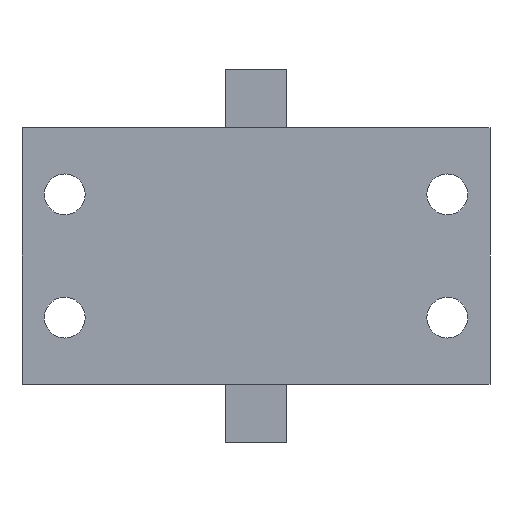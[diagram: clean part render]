
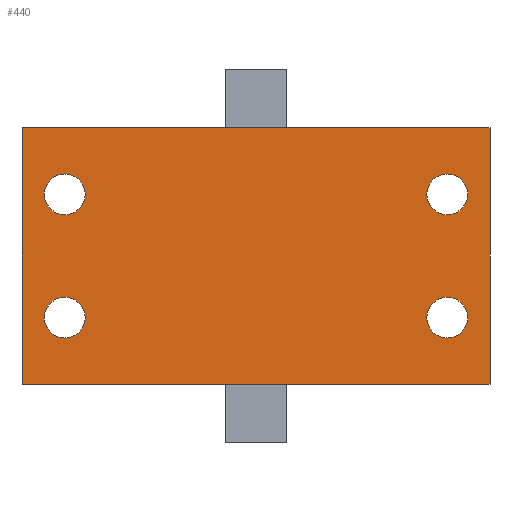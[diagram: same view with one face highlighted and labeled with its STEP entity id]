
A CAD part, front view. The second image highlights one B-rep face of the part: STEP entity #440.
In plain terms, the highlighted planar face has unit normal (0, -1, 0).
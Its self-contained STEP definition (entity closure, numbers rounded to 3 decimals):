
#1=DIRECTION('',(0.,0.,1.));
#2=VECTOR('',#1,26.4);
#3=CARTESIAN_POINT('',(-24.1,0.,-13.2));
#4=LINE('',#3,#2);
#5=DIRECTION('',(1.,0.,0.));
#6=VECTOR('',#5,48.2);
#7=CARTESIAN_POINT('',(-24.1,0.,13.2));
#8=LINE('',#7,#6);
#9=DIRECTION('',(0.,0.,-1.));
#10=VECTOR('',#9,26.4);
#11=CARTESIAN_POINT('',(24.1,0.,13.2));
#12=LINE('',#11,#10);
#13=DIRECTION('',(-1.,0.,0.));
#14=VECTOR('',#13,48.2);
#15=CARTESIAN_POINT('',(24.1,0.,-13.2));
#16=LINE('',#15,#14);
#17=CARTESIAN_POINT('',(19.7,0.,-6.35));
#18=DIRECTION('',(0.,1.,0.));
#19=DIRECTION('',(1.,0.,0.));
#20=AXIS2_PLACEMENT_3D('',#17,#18,#19);
#22=CARTESIAN_POINT('',(19.7,0.,-6.35));
#23=DIRECTION('',(0.,1.,0.));
#24=DIRECTION('',(-1.,0.,0.));
#25=AXIS2_PLACEMENT_3D('',#22,#23,#24);
#27=CARTESIAN_POINT('',(-19.7,0.,-6.35));
#28=DIRECTION('',(0.,1.,0.));
#29=DIRECTION('',(1.,0.,0.));
#30=AXIS2_PLACEMENT_3D('',#27,#28,#29);
#32=CARTESIAN_POINT('',(-19.7,0.,-6.35));
#33=DIRECTION('',(0.,1.,0.));
#34=DIRECTION('',(-1.,0.,0.));
#35=AXIS2_PLACEMENT_3D('',#32,#33,#34);
#37=CARTESIAN_POINT('',(19.7,0.,6.35));
#38=DIRECTION('',(0.,1.,0.));
#39=DIRECTION('',(1.,0.,0.));
#40=AXIS2_PLACEMENT_3D('',#37,#38,#39);
#42=CARTESIAN_POINT('',(19.7,0.,6.35));
#43=DIRECTION('',(0.,1.,0.));
#44=DIRECTION('',(-1.,0.,0.));
#45=AXIS2_PLACEMENT_3D('',#42,#43,#44);
#47=CARTESIAN_POINT('',(-19.7,0.,6.35));
#48=DIRECTION('',(0.,1.,0.));
#49=DIRECTION('',(1.,0.,0.));
#50=AXIS2_PLACEMENT_3D('',#47,#48,#49);
#52=CARTESIAN_POINT('',(-19.7,0.,6.35));
#53=DIRECTION('',(0.,1.,0.));
#54=DIRECTION('',(-1.,0.,0.));
#55=AXIS2_PLACEMENT_3D('',#52,#53,#54);
#305=CARTESIAN_POINT('',(-24.1,0.,-13.2));
#306=CARTESIAN_POINT('',(-24.1,0.,13.2));
#307=VERTEX_POINT('',#305);
#308=VERTEX_POINT('',#306);
#309=CARTESIAN_POINT('',(24.1,0.,13.2));
#310=VERTEX_POINT('',#309);
#311=CARTESIAN_POINT('',(24.1,0.,-13.2));
#312=VERTEX_POINT('',#311);
#369=CARTESIAN_POINT('',(21.8,0.,-6.35));
#370=CARTESIAN_POINT('',(17.6,0.,-6.35));
#371=VERTEX_POINT('',#369);
#372=VERTEX_POINT('',#370);
#373=CARTESIAN_POINT('',(-17.6,0.,-6.35));
#374=CARTESIAN_POINT('',(-21.8,0.,-6.35));
#375=VERTEX_POINT('',#373);
#376=VERTEX_POINT('',#374);
#377=CARTESIAN_POINT('',(21.8,0.,6.35));
#378=CARTESIAN_POINT('',(17.6,0.,6.35));
#379=VERTEX_POINT('',#377);
#380=VERTEX_POINT('',#378);
#381=CARTESIAN_POINT('',(-17.6,0.,6.35));
#382=CARTESIAN_POINT('',(-21.8,0.,6.35));
#383=VERTEX_POINT('',#381);
#384=VERTEX_POINT('',#382);
#401=CARTESIAN_POINT('',(0.,0.,0.));
#402=DIRECTION('',(0.,1.,0.));
#403=DIRECTION('',(1.,0.,0.));
#404=AXIS2_PLACEMENT_3D('',#401,#402,#403);
#405=PLANE('',#404);
#407=ORIENTED_EDGE('',*,*,#406,.T.);
#409=ORIENTED_EDGE('',*,*,#408,.T.);
#411=ORIENTED_EDGE('',*,*,#410,.T.);
#413=ORIENTED_EDGE('',*,*,#412,.T.);
#414=EDGE_LOOP('',(#407,#409,#411,#413));
#415=FACE_OUTER_BOUND('',#414,.F.);
#417=ORIENTED_EDGE('',*,*,#416,.F.);
#419=ORIENTED_EDGE('',*,*,#418,.F.);
#420=EDGE_LOOP('',(#417,#419));
#421=FACE_BOUND('',#420,.F.);
#423=ORIENTED_EDGE('',*,*,#422,.F.);
#425=ORIENTED_EDGE('',*,*,#424,.F.);
#426=EDGE_LOOP('',(#423,#425));
#427=FACE_BOUND('',#426,.F.);
#429=ORIENTED_EDGE('',*,*,#428,.F.);
#431=ORIENTED_EDGE('',*,*,#430,.F.);
#432=EDGE_LOOP('',(#429,#431));
#433=FACE_BOUND('',#432,.F.);
#435=ORIENTED_EDGE('',*,*,#434,.F.);
#437=ORIENTED_EDGE('',*,*,#436,.F.);
#438=EDGE_LOOP('',(#435,#437));
#439=FACE_BOUND('',#438,.F.);
#21=CIRCLE('',#20,2.1);
#26=CIRCLE('',#25,2.1);
#31=CIRCLE('',#30,2.1);
#36=CIRCLE('',#35,2.1);
#41=CIRCLE('',#40,2.1);
#46=CIRCLE('',#45,2.1);
#51=CIRCLE('',#50,2.1);
#56=CIRCLE('',#55,2.1);
#406=EDGE_CURVE('',#307,#308,#4,.T.);
#408=EDGE_CURVE('',#308,#310,#8,.T.);
#410=EDGE_CURVE('',#310,#312,#12,.T.);
#412=EDGE_CURVE('',#312,#307,#16,.T.);
#416=EDGE_CURVE('',#371,#372,#21,.T.);
#418=EDGE_CURVE('',#372,#371,#26,.T.);
#422=EDGE_CURVE('',#375,#376,#31,.T.);
#424=EDGE_CURVE('',#376,#375,#36,.T.);
#428=EDGE_CURVE('',#379,#380,#41,.T.);
#430=EDGE_CURVE('',#380,#379,#46,.T.);
#434=EDGE_CURVE('',#383,#384,#51,.T.);
#436=EDGE_CURVE('',#384,#383,#56,.T.);
#440=ADVANCED_FACE('',(#415,#421,#427,#433,#439),#405,.F.);
